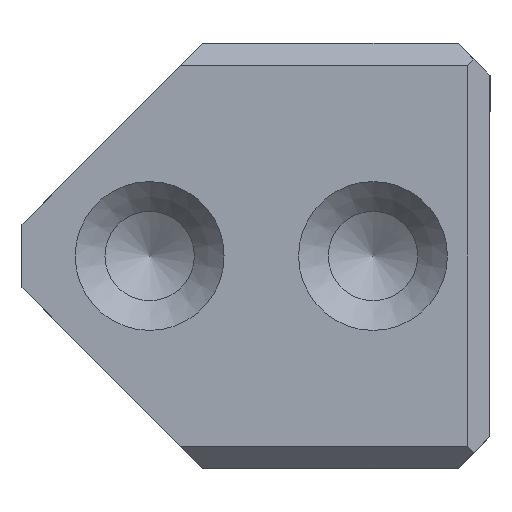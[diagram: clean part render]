
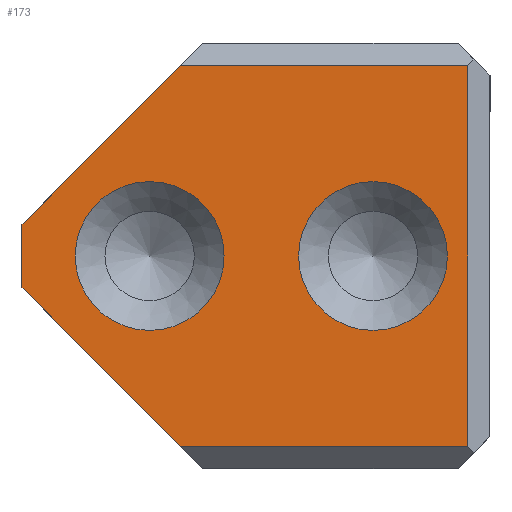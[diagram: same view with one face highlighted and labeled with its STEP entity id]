
A CAD part, left-side view. The second image highlights one B-rep face of the part: STEP entity #173.
In plain terms, the highlighted planar face has unit normal (-1, 0, 0).
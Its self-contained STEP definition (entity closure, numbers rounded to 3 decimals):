
#80=FACE_BOUND('',#275,.T.);
#81=FACE_BOUND('',#276,.T.);
#82=FACE_BOUND('',#277,.T.);
#173=ADVANCED_FACE('',(#80,#81,#82),#231,.T.);
#231=PLANE('',#955);
#275=EDGE_LOOP('',(#443));
#276=EDGE_LOOP('',(#444));
#277=EDGE_LOOP('',(#445,#446,#447,#448,#449,#450));
#378=CIRCLE('',#953,3.5);
#379=CIRCLE('',#954,3.5);
#443=ORIENTED_EDGE('',*,*,#750,.T.);
#444=ORIENTED_EDGE('',*,*,#751,.T.);
#445=ORIENTED_EDGE('',*,*,#752,.T.);
#446=ORIENTED_EDGE('',*,*,#753,.T.);
#447=ORIENTED_EDGE('',*,*,#754,.T.);
#448=ORIENTED_EDGE('',*,*,#755,.F.);
#449=ORIENTED_EDGE('',*,*,#756,.T.);
#450=ORIENTED_EDGE('',*,*,#757,.T.);
#661=VERTEX_POINT('',#1370);
#662=VERTEX_POINT('',#1372);
#663=VERTEX_POINT('',#1374);
#664=VERTEX_POINT('',#1375);
#665=VERTEX_POINT('',#1377);
#666=VERTEX_POINT('',#1379);
#667=VERTEX_POINT('',#1381);
#668=VERTEX_POINT('',#1383);
#750=EDGE_CURVE('',#661,#661,#378,.T.);
#751=EDGE_CURVE('',#662,#662,#379,.T.);
#752=EDGE_CURVE('',#663,#664,#849,.T.);
#753=EDGE_CURVE('',#664,#665,#850,.T.);
#754=EDGE_CURVE('',#665,#666,#851,.T.);
#755=EDGE_CURVE('',#667,#666,#852,.T.);
#756=EDGE_CURVE('',#667,#668,#853,.T.);
#757=EDGE_CURVE('',#668,#663,#854,.T.);
#849=LINE('',#1373,#901);
#850=LINE('',#1376,#902);
#851=LINE('',#1378,#903);
#852=LINE('',#1380,#904);
#853=LINE('',#1382,#905);
#854=LINE('',#1384,#906);
#901=VECTOR('',#1099,1.);
#902=VECTOR('',#1100,1.);
#903=VECTOR('',#1101,1.);
#904=VECTOR('',#1102,1.);
#905=VECTOR('',#1103,1.);
#906=VECTOR('',#1104,1.);
#953=AXIS2_PLACEMENT_3D('',#1369,#1095,#1096);
#954=AXIS2_PLACEMENT_3D('',#1371,#1097,#1098);
#955=AXIS2_PLACEMENT_3D('',#1385,#1105,#1106);
#1095=DIRECTION('',(1.,0.,0.));
#1096=DIRECTION('',(0.,0.,-1.));
#1097=DIRECTION('',(1.,0.,0.));
#1098=DIRECTION('',(0.,0.,-1.));
#1099=DIRECTION('',(0.,0.,1.));
#1100=DIRECTION('',(0.,1.,0.));
#1101=DIRECTION('',(0.,0.707,-0.707));
#1102=DIRECTION('',(0.,0.,1.));
#1103=DIRECTION('',(0.,-0.707,-0.707));
#1104=DIRECTION('',(0.,-1.,0.));
#1105=DIRECTION('',(-1.,0.,0.));
#1106=DIRECTION('',(0.,0.,1.));
#1369=CARTESIAN_POINT('',(0.,16.,10.));
#1370=CARTESIAN_POINT('',(0.,16.,6.5));
#1371=CARTESIAN_POINT('',(0.,5.5,10.));
#1372=CARTESIAN_POINT('',(0.,5.5,6.5));
#1373=CARTESIAN_POINT('',(0.,1.05,0.));
#1374=CARTESIAN_POINT('',(0.,1.05,1.05));
#1375=CARTESIAN_POINT('',(0.,1.05,18.95));
#1376=CARTESIAN_POINT('',(0.,11.,18.95));
#1377=CARTESIAN_POINT('',(0.,14.55,18.95));
#1378=CARTESIAN_POINT('',(0.,22.25,11.25));
#1379=CARTESIAN_POINT('',(0.,22.,11.5));
#1380=CARTESIAN_POINT('',(0.,22.,0.));
#1381=CARTESIAN_POINT('',(0.,22.,8.5));
#1382=CARTESIAN_POINT('',(0.,12.25,-1.25));
#1383=CARTESIAN_POINT('',(0.,14.55,1.05));
#1384=CARTESIAN_POINT('',(0.,11.,1.05));
#1385=CARTESIAN_POINT('',(0.,11.,0.));
